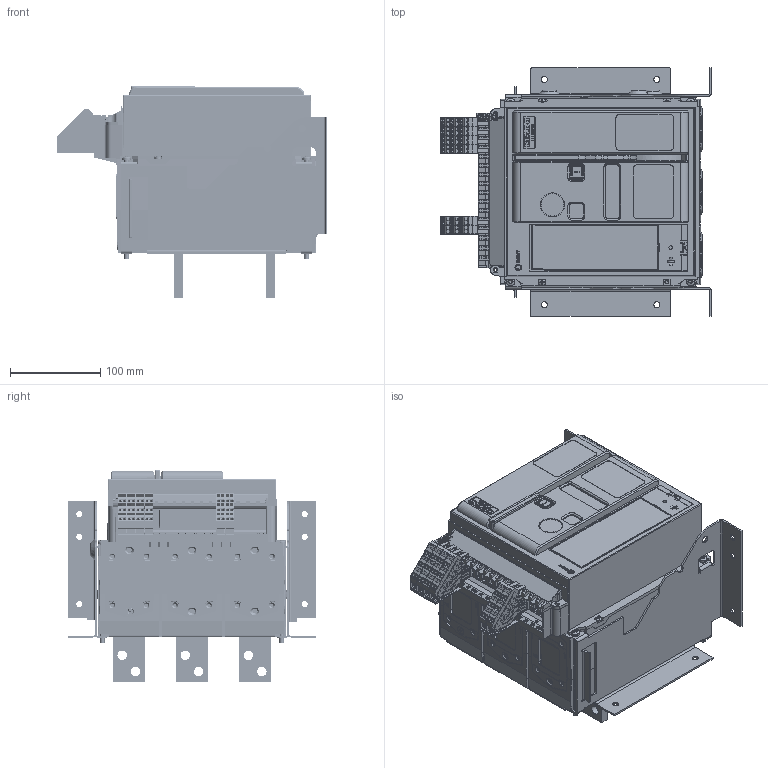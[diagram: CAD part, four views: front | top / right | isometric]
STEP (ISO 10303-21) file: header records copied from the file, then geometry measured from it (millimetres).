
FILE_DESCRIPTION((''),'2;1');
FILE_NAME('22510106P01-P05_ASM_SW0002','2021-11-08T',('yawei.he'),(''),'PRO/ENGINEER BY PARAMETRIC TECHNOLOGY CORPORATION, 2015440','PRO/ENGINEER BY PARAMETRIC TECHNOLOGY CORPORATION, 2015440','');
FILE_SCHEMA(('CONFIG_CONTROL_DESIGN'));
Products named in the file (1): 22510106P01-P05_ASM_SW0002
Bounding box: 300.7 x 276 x 236.17 mm (x, y, z)
Volume: 7570080.2 mm3; surface area: 804710.1 mm2
Topology: 1 solids, 12 shells, 9361 faces, 26669 edges, 17369 vertices
Faces by surface type: plane 6965, cylinder 1528, extrusion 513, cone 202, torus 89, bspline 43, sphere 21
Entity records: 309195 total; most frequent: CARTESIAN_POINT 65623, ORIENTED_EDGE 53316, DIRECTION 46489, EDGE_CURVE 26658, VECTOR 21689, LINE 21176, VERTEX_POINT 17369, AXIS2_PLACEMENT_3D 12400
